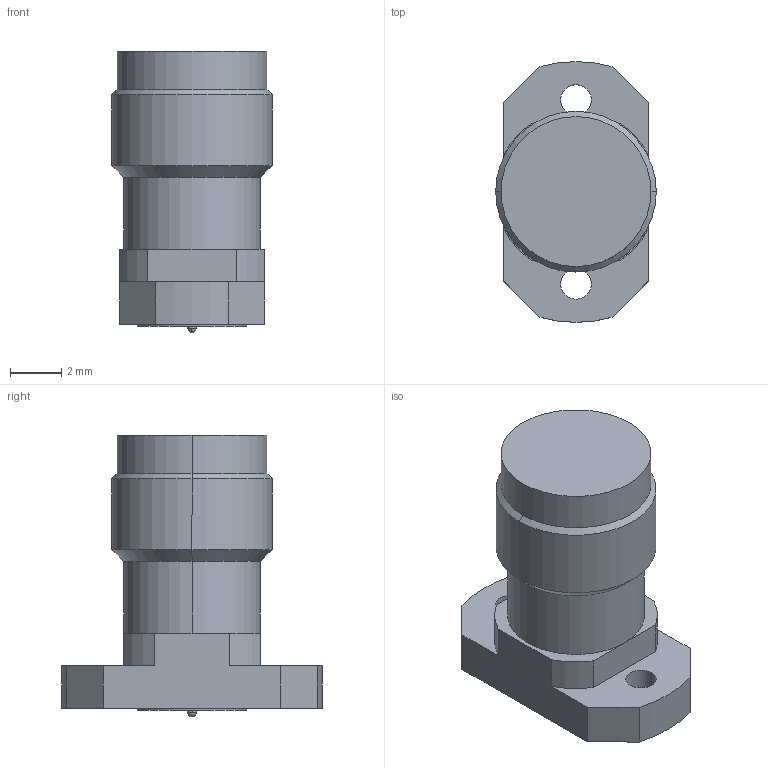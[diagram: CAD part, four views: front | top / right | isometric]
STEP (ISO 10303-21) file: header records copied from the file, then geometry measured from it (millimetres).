
FILE_DESCRIPTION (( 'STEP AP214' ), '1' );
FILE_NAME ('SF1621-60049-1S.STEP', '2018-08-29T16:00:19', ( '' ), ( '' ), 'SwSTEP 2.0', 'SolidWorks 2016', '' );
FILE_SCHEMA (( 'AUTOMOTIVE_DESIGN' ));
Length unit declared in the file: inch
Products named in the file (1): SF1621-60049-1S
Bounding box: 6.26 x 10.16 x 10.98 mm (x, y, z)
Volume: 324 mm3; surface area: 333.2 mm2
Topology: 1 solids, 1 shells, 41 faces, 104 edges, 65 vertices
Faces by surface type: cylinder 20, plane 15, cone 4, sphere 2
Entity records: 1811 total; most frequent: DIRECTION 232, CARTESIAN_POINT 209, ORIENTED_EDGE 204, EDGE_CURVE 102, AXIS2_PLACEMENT_3D 88, VERTEX_POINT 65, VECTOR 56, LINE 56
